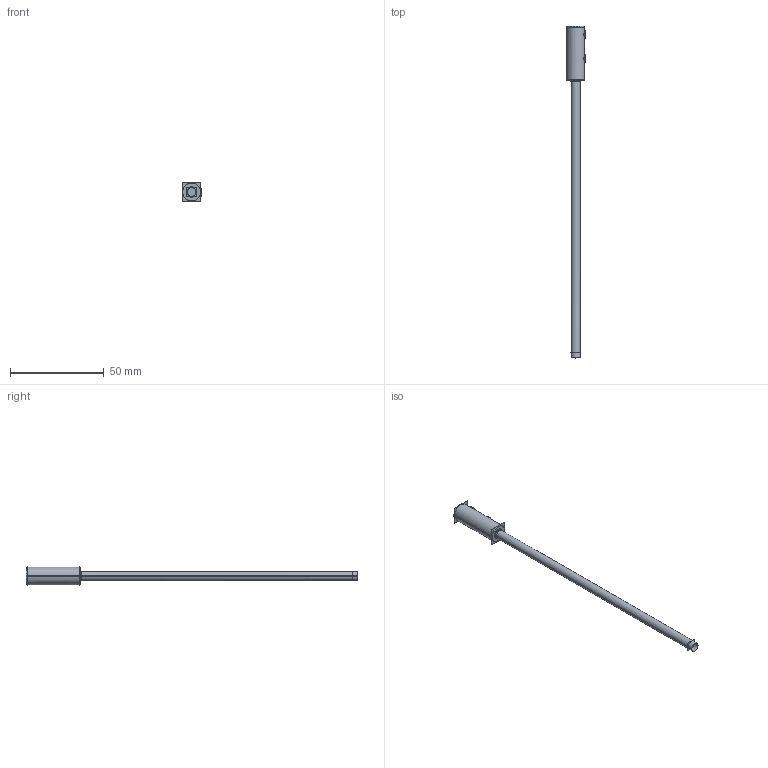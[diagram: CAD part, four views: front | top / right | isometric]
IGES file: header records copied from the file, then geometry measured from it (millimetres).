
Start section:  PTC IGES file: 3251.igs
Global section: file name: 3251.igs; native system: Creo Parametric by PTC Inc.; preprocessor: 2018500; author: NSantos; organization: Unknown; date: 20210611.141221; units: inch
Bounding box: 10.36 x 177.44 x 9.97 mm (x, y, z)
Surface area: 49731.1 mm2 (no closed solid volume)
Topology: 0 solids, 0 shells, 325 faces, 5281 edges, 6800 vertices
Faces by surface type: bspline 182, revolution 140, extrusion 3
